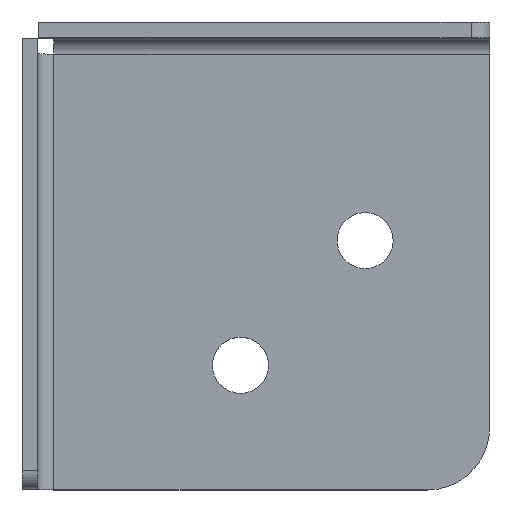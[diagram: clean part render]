
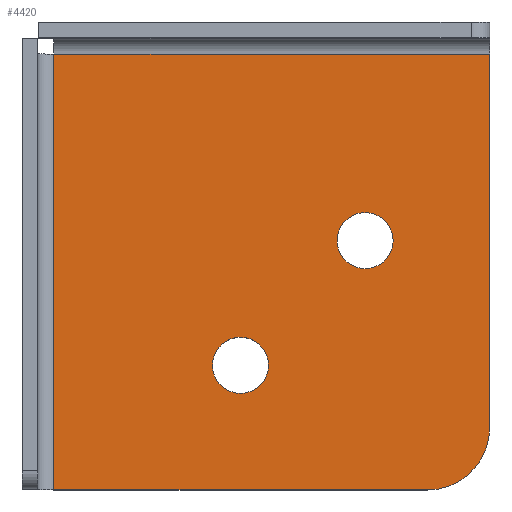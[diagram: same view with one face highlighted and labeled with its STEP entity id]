
A CAD part, top view. The second image highlights one B-rep face of the part: STEP entity #4420.
In plain terms, the highlighted face is planar.
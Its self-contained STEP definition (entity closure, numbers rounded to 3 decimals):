
#450=CARTESIAN_POINT('',(40.,-2.5,-10.));
#460=VERTEX_POINT('',#450);
#490=CARTESIAN_POINT('',(40.,-2.5,0.));
#500=DIRECTION('',(0.,0.,1.));
#510=VECTOR('',#500,1.);
#520=LINE('',#490,#510);
#530=CARTESIAN_POINT('',(40.,-2.5,49.94));
#540=VERTEX_POINT('',#530);
#550=EDGE_CURVE('',#460,#540,#520,.T.);
#860=CARTESIAN_POINT('',(-4.5,-2.5,0.));
#870=VERTEX_POINT('',#860);
#900=CARTESIAN_POINT('',(0.,-2.5,
0.));
#910=DIRECTION('',(0.,-1.,0.));
#920=DIRECTION('',(-1.,0.,0.));
#930=AXIS2_PLACEMENT_3D('',#900,#910,#920);
#940=CIRCLE('',#930,4.5);
#950=CARTESIAN_POINT('',(4.5,-2.5,0.));
#960=VERTEX_POINT('',#950);
#970=EDGE_CURVE('',#960,#870,#940,.T.);
#1220=CARTESIAN_POINT('',(30.,-2.5,-10.));
#1230=DIRECTION('',(0.,-1.,0.));
#1240=DIRECTION('',(-1.,0.,0.));
#1250=AXIS2_PLACEMENT_3D('',#1220,#1230,#1240);
#1260=CIRCLE('',#1250,10.);
#1270=CARTESIAN_POINT('',(30.,-2.5,-20.));
#1280=VERTEX_POINT('',#1270);
#1290=EDGE_CURVE('',#1280,#460,#1260,.T.);
#1590=CARTESIAN_POINT('',(15.5,-2.5,20.));
#1600=VERTEX_POINT('',#1590);
#1780=CARTESIAN_POINT('',(24.5,-2.5,20.));
#1790=VERTEX_POINT('',#1780);
#1820=CARTESIAN_POINT('',(20.,-2.5,20.));
#1830=DIRECTION('',(0.,1.,0.));
#1840=DIRECTION('',(1.,0.,0.));
#1850=AXIS2_PLACEMENT_3D('',#1820,#1830,#1840);
#1860=CIRCLE('',#1850,4.5);
#1870=EDGE_CURVE('',#1790,#1600,#1860,.T.);
#2120=CARTESIAN_POINT('',(-29.94,-2.5,-20.));
#2130=VERTEX_POINT('',#2120);
#2160=CARTESIAN_POINT('',(0.,-2.5,-20.));
#2170=DIRECTION('',(1.,0.,0.));
#2180=VECTOR('',#2170,1.);
#2190=LINE('',#2160,#2180);
#2200=EDGE_CURVE('',#2130,#1280,#2190,.T.);
#4080=CARTESIAN_POINT('',(-33.,-2.5,-20.5));
#4090=DIRECTION('',(-0.,-1.,-0.));
#4100=DIRECTION('',(-1.,0.,0.));
#4110=AXIS2_PLACEMENT_3D('',#4080,#4090,#4100);
#4120=PLANE('',#4110);
#4130=EDGE_CURVE('',#1600,#1790,#1860,.T.);
#4140=ORIENTED_EDGE('',*,*,#4130,.T.);
#4150=ORIENTED_EDGE('',*,*,#1870,.T.);
#4160=EDGE_LOOP('',(#4150,#4140));
#4170=FACE_BOUND('',#4160,.T.);
#4180=EDGE_CURVE('',#870,#960,#940,.T.);
#4190=ORIENTED_EDGE('',*,*,#4180,.F.);
#4200=ORIENTED_EDGE('',*,*,#970,.F.);
#4210=EDGE_LOOP('',(#4200,#4190));
#4220=FACE_BOUND('',#4210,.T.);
#4230=CARTESIAN_POINT('',(-29.94,-2.5,0.));
#4240=DIRECTION('',(0.,0.,1.));
#4250=VECTOR('',#4240,1.);
#4260=LINE('',#4230,#4250);
#4270=CARTESIAN_POINT('',(-29.94,-2.5,49.94));
#4280=VERTEX_POINT('',#4270);
#4290=EDGE_CURVE('',#2130,#4280,#4260,.T.);
#4300=ORIENTED_EDGE('',*,*,#4290,.F.);
#4310=CARTESIAN_POINT('',(0.,-2.5,49.94));
#4320=DIRECTION('',(1.,0.,0.));
#4330=VECTOR('',#4320,1.);
#4340=LINE('',#4310,#4330);
#4350=EDGE_CURVE('',#4280,#540,#4340,.T.);
#4360=ORIENTED_EDGE('',*,*,#4350,.F.);
#4370=ORIENTED_EDGE('',*,*,#550,.T.);
#4380=ORIENTED_EDGE('',*,*,#1290,.T.);
#4390=ORIENTED_EDGE('',*,*,#2200,.T.);
#4400=EDGE_LOOP('',(#4390,#4380,#4370,#4360,#4300));
#4410=FACE_OUTER_BOUND('',#4400,.T.);
#4420=ADVANCED_FACE('',(#4170,#4220,#4410),#4120,.T.);
